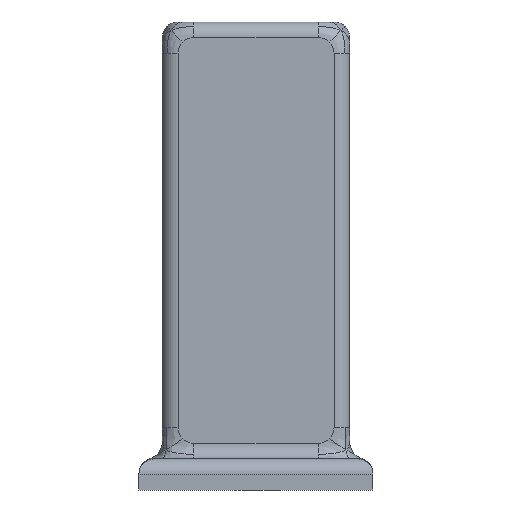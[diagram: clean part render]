
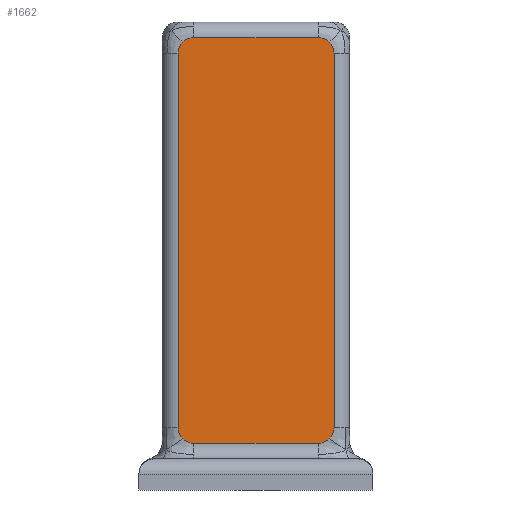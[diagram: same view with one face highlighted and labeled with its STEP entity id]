
A CAD part, left-side view. The second image highlights one B-rep face of the part: STEP entity #1662.
In plain terms, the highlighted planar face has unit normal (-1, 0, 0).
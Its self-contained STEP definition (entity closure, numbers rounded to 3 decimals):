
#36=PLANE('',#1848);
#106=LINE('',#4810,#172);
#107=LINE('',#4812,#173);
#109=LINE('',#4817,#175);
#110=LINE('',#4820,#176);
#172=VECTOR('',#2231,10.);
#173=VECTOR('',#2234,10.);
#175=VECTOR('',#2242,10.);
#176=VECTOR('',#2247,10.);
#301=FACE_OUTER_BOUND('',#407,.T.);
#407=EDGE_LOOP('',(#1438,#1439,#1440,#1441,#1442,#1443,#1444,#1445,#1446,
#1447,#1448,#1449));
#448=CIRCLE('',#1713,1.);
#451=CIRCLE('',#1716,1.);
#468=CIRCLE('',#1733,1.);
#471=CIRCLE('',#1736,1.);
#474=CIRCLE('',#1739,1.);
#477=CIRCLE('',#1742,1.);
#484=CIRCLE('',#1749,1.);
#487=CIRCLE('',#1752,1.);
#636=VERTEX_POINT('',#2925);
#637=VERTEX_POINT('',#2932);
#639=VERTEX_POINT('',#2978);
#660=VERTEX_POINT('',#3401);
#661=VERTEX_POINT('',#3408);
#663=VERTEX_POINT('',#3454);
#668=VERTEX_POINT('',#3547);
#669=VERTEX_POINT('',#3554);
#671=VERTEX_POINT('',#3600);
#680=VERTEX_POINT('',#3785);
#681=VERTEX_POINT('',#3792);
#683=VERTEX_POINT('',#3838);
#802=EDGE_CURVE('',#636,#637,#448,.T.);
#806=EDGE_CURVE('',#639,#636,#451,.T.);
#834=EDGE_CURVE('',#660,#661,#468,.T.);
#838=EDGE_CURVE('',#663,#660,#471,.T.);
#844=EDGE_CURVE('',#668,#669,#474,.T.);
#848=EDGE_CURVE('',#671,#668,#477,.T.);
#860=EDGE_CURVE('',#680,#681,#484,.T.);
#864=EDGE_CURVE('',#683,#680,#487,.T.);
#992=EDGE_CURVE('',#637,#683,#106,.T.);
#993=EDGE_CURVE('',#681,#663,#107,.T.);
#995=EDGE_CURVE('',#669,#639,#109,.T.);
#996=EDGE_CURVE('',#661,#671,#110,.T.);
#1438=ORIENTED_EDGE('',*,*,#864,.F.);
#1439=ORIENTED_EDGE('',*,*,#992,.F.);
#1440=ORIENTED_EDGE('',*,*,#802,.F.);
#1441=ORIENTED_EDGE('',*,*,#806,.F.);
#1442=ORIENTED_EDGE('',*,*,#995,.F.);
#1443=ORIENTED_EDGE('',*,*,#844,.F.);
#1444=ORIENTED_EDGE('',*,*,#848,.F.);
#1445=ORIENTED_EDGE('',*,*,#996,.F.);
#1446=ORIENTED_EDGE('',*,*,#834,.F.);
#1447=ORIENTED_EDGE('',*,*,#838,.F.);
#1448=ORIENTED_EDGE('',*,*,#993,.F.);
#1449=ORIENTED_EDGE('',*,*,#860,.F.);
#1662=ADVANCED_FACE('',(#301),#36,.T.);
#1713=AXIS2_PLACEMENT_3D('',#2933,#1920,#1921);
#1716=AXIS2_PLACEMENT_3D('',#2980,#1926,#1927);
#1733=AXIS2_PLACEMENT_3D('',#3409,#1960,#1961);
#1736=AXIS2_PLACEMENT_3D('',#3456,#1966,#1967);
#1739=AXIS2_PLACEMENT_3D('',#3555,#1972,#1973);
#1742=AXIS2_PLACEMENT_3D('',#3602,#1978,#1979);
#1749=AXIS2_PLACEMENT_3D('',#3793,#1992,#1993);
#1752=AXIS2_PLACEMENT_3D('',#3840,#1998,#1999);
#1848=AXIS2_PLACEMENT_3D('',#4821,#2248,#2249);
#1920=DIRECTION('center_axis',(1.,0.,0.));
#1921=DIRECTION('ref_axis',(0.,-0.707,-0.707));
#1926=DIRECTION('center_axis',(1.,0.,0.));
#1927=DIRECTION('ref_axis',(0.,-0.707,-0.707));
#1960=DIRECTION('center_axis',(1.,0.,0.));
#1961=DIRECTION('ref_axis',(0.,0.707,0.707));
#1966=DIRECTION('center_axis',(1.,0.,0.));
#1967=DIRECTION('ref_axis',(0.,0.707,0.707));
#1972=DIRECTION('center_axis',(1.,0.,0.));
#1973=DIRECTION('ref_axis',(0.,-0.707,0.707));
#1978=DIRECTION('center_axis',(1.,0.,0.));
#1979=DIRECTION('ref_axis',(0.,-0.707,0.707));
#1992=DIRECTION('center_axis',(1.,0.,0.));
#1993=DIRECTION('ref_axis',(0.,0.707,-0.707));
#1998=DIRECTION('center_axis',(1.,0.,0.));
#1999=DIRECTION('ref_axis',(0.,0.707,-0.707));
#2231=DIRECTION('',(0.,1.,0.));
#2234=DIRECTION('',(0.,0.,1.));
#2242=DIRECTION('',(0.,0.,-1.));
#2247=DIRECTION('',(0.,-1.,0.));
#2248=DIRECTION('center_axis',(-1.,0.,0.));
#2249=DIRECTION('ref_axis',(0.,-1.,0.));
#2925=CARTESIAN_POINT('',(-6.,-4.707,3.293));
#2932=CARTESIAN_POINT('',(-6.,-4.,3.));
#2933=CARTESIAN_POINT('Origin',(-6.,-4.,4.));
#2978=CARTESIAN_POINT('',(-6.,-5.,4.));
#2980=CARTESIAN_POINT('Origin',(-6.,-4.,4.));
#3401=CARTESIAN_POINT('',(-6.,4.707,28.707));
#3408=CARTESIAN_POINT('',(-6.,4.,29.));
#3409=CARTESIAN_POINT('Origin',(-6.,4.,28.));
#3454=CARTESIAN_POINT('',(-6.,5.,28.));
#3456=CARTESIAN_POINT('Origin',(-6.,4.,28.));
#3547=CARTESIAN_POINT('',(-6.,-4.707,28.707));
#3554=CARTESIAN_POINT('',(-6.,-5.,28.));
#3555=CARTESIAN_POINT('Origin',(-6.,-4.,28.));
#3600=CARTESIAN_POINT('',(-6.,-4.,29.));
#3602=CARTESIAN_POINT('Origin',(-6.,-4.,28.));
#3785=CARTESIAN_POINT('',(-6.,4.707,3.293));
#3792=CARTESIAN_POINT('',(-6.,5.,4.));
#3793=CARTESIAN_POINT('Origin',(-6.,4.,4.));
#3838=CARTESIAN_POINT('',(-6.,4.,3.));
#3840=CARTESIAN_POINT('Origin',(-6.,4.,4.));
#4810=CARTESIAN_POINT('',(-6.,3.,3.));
#4812=CARTESIAN_POINT('',(-6.,5.,0.));
#4817=CARTESIAN_POINT('',(-6.,-5.,0.));
#4820=CARTESIAN_POINT('',(-6.,3.,29.));
#4821=CARTESIAN_POINT('Origin',(-6.,6.,0.));
